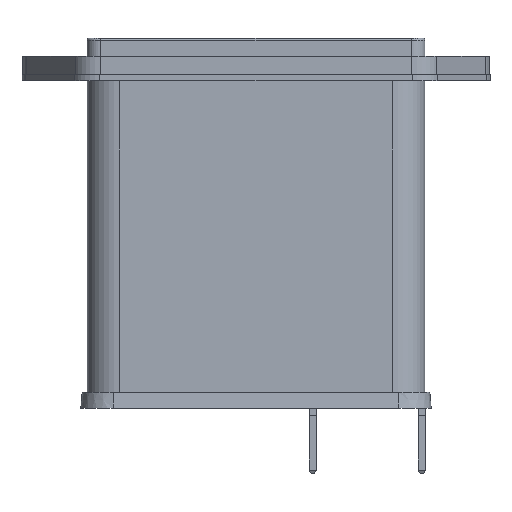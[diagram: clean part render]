
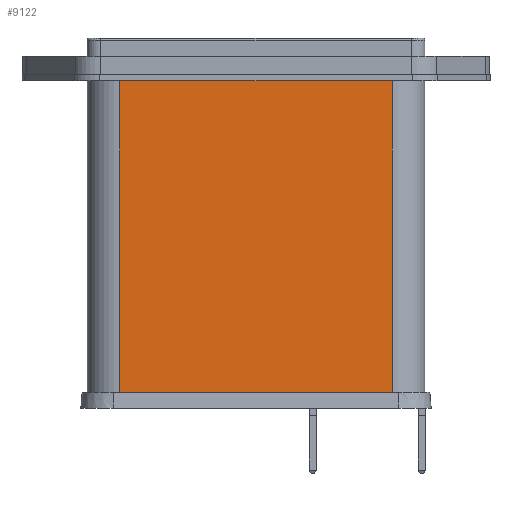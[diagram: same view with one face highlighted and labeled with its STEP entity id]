
A CAD part, front view. The second image highlights one B-rep face of the part: STEP entity #9122.
In plain terms, the highlighted planar face has unit normal (0, -1, 0).
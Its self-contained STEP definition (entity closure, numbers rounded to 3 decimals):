
#191 = VERTEX_POINT ( 'NONE', #6779 ) ;
#462 = DIRECTION ( 'NONE',  ( 0., 0., 1. ) ) ;
#909 = EDGE_CURVE ( 'NONE', #191, #3391, #2860, .T. ) ;
#949 = CARTESIAN_POINT ( 'NONE',  ( 18.85, -13.85, 19.7 ) ) ;
#1291 = DIRECTION ( 'NONE',  ( 0., 0., -1. ) ) ;
#1529 = CARTESIAN_POINT ( 'NONE',  ( -23.35, -13.85, 19.7 ) ) ;
#1540 = DIRECTION ( 'NONE',  ( 0., 0., 1. ) ) ;
#2071 = CARTESIAN_POINT ( 'NONE',  ( -24.25, -13.85, -23.4 ) ) ;
#2365 = CARTESIAN_POINT ( 'NONE',  ( -18.85, -13.85, -23.4 ) ) ;
#2860 = LINE ( 'NONE', #2071, #4273 ) ;
#2874 = CARTESIAN_POINT ( 'NONE',  ( 18.85, -13.85, 25.6 ) ) ;
#3197 = EDGE_CURVE ( 'NONE', #191, #5679, #9306, .T. ) ;
#3391 = VERTEX_POINT ( 'NONE', #2365 ) ;
#3701 = DIRECTION ( 'NONE',  ( -1., 0., 0. ) ) ;
#3797 = EDGE_CURVE ( 'NONE', #5679, #8888, #4604, .T. ) ;
#4143 = FACE_OUTER_BOUND ( 'NONE', #9391, .T. ) ;
#4273 = VECTOR ( 'NONE', #4619, 1000. ) ;
#4350 = VECTOR ( 'NONE', #3701, 1000. ) ;
#4563 = CARTESIAN_POINT ( 'NONE',  ( -23.35, -13.85, 25.6 ) ) ;
#4604 = LINE ( 'NONE', #1529, #4350 ) ;
#4619 = DIRECTION ( 'NONE',  ( -1., 0., 0. ) ) ;
#5324 = CARTESIAN_POINT ( 'NONE',  ( -18.85, -13.85, 25.6 ) ) ;
#5382 = CARTESIAN_POINT ( 'NONE',  ( -18.85, -13.85, 19.7 ) ) ;
#5679 = VERTEX_POINT ( 'NONE', #949 ) ;
#6410 = ORIENTED_EDGE ( 'NONE', *, *, #3797, .T. ) ;
#6779 = CARTESIAN_POINT ( 'NONE',  ( 18.85, -13.85, -23.4 ) ) ;
#6915 = LINE ( 'NONE', #5324, #7749 ) ;
#7393 = PLANE ( 'NONE',  #7421 ) ;
#7421 = AXIS2_PLACEMENT_3D ( 'NONE', #4563, #10068, #462 ) ;
#7749 = VECTOR ( 'NONE', #1291, 1000. ) ;
#8563 = VECTOR ( 'NONE', #1540, 1000. ) ;
#8888 = VERTEX_POINT ( 'NONE', #5382 ) ;
#9122 = ADVANCED_FACE ( 'NONE', ( #4143 ), #7393, .F. ) ;
#9306 = LINE ( 'NONE', #2874, #8563 ) ;
#9332 = ORIENTED_EDGE ( 'NONE', *, *, #909, .F. ) ;
#9391 = EDGE_LOOP ( 'NONE', ( #9332, #10378, #6410, #10411 ) ) ;
#9866 = EDGE_CURVE ( 'NONE', #8888, #3391, #6915, .T. ) ;
#10068 = DIRECTION ( 'NONE',  ( 0., 1., 0. ) ) ;
#10378 = ORIENTED_EDGE ( 'NONE', *, *, #3197, .T. ) ;
#10411 = ORIENTED_EDGE ( 'NONE', *, *, #9866, .T. ) ;
